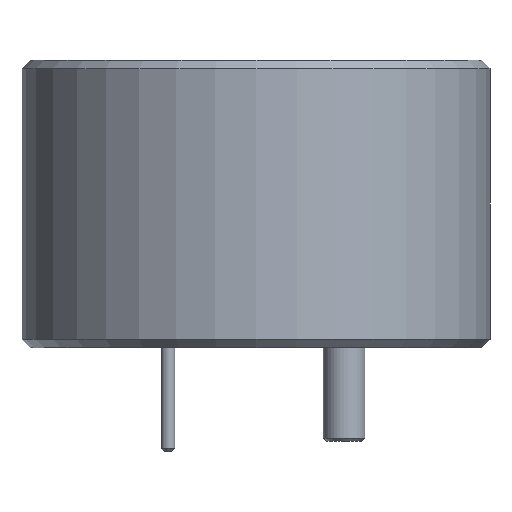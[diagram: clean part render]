
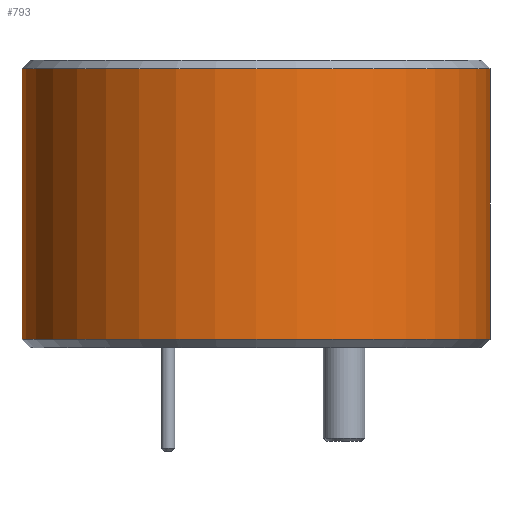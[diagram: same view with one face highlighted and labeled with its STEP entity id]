
A CAD part, front view. The second image highlights one B-rep face of the part: STEP entity #793.
In plain terms, the highlighted cylindrical face has radius 6.75 mm (diameter 13.5 mm), a full revolution.
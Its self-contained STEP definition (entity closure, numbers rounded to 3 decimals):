
#793 = ADVANCED_FACE('',(#794),#821,.T.);
#794 = FACE_BOUND('',#795,.T.);
#795 = EDGE_LOOP('',(#796,#806,#813,#814));
#796 = ORIENTED_EDGE('',*,*,#797,.T.);
#797 = EDGE_CURVE('',#798,#800,#802,.T.);
#798 = VERTEX_POINT('',#799);
#799 = CARTESIAN_POINT('',(6.75,0.,0.25));
#800 = VERTEX_POINT('',#801);
#801 = CARTESIAN_POINT('',(6.75,0.,8.05));
#802 = LINE('',#803,#804);
#803 = CARTESIAN_POINT('',(6.75,0.,0.));
#804 = VECTOR('',#805,1.);
#805 = DIRECTION('',(0.,0.,1.));
#806 = ORIENTED_EDGE('',*,*,#807,.F.);
#807 = EDGE_CURVE('',#800,#800,#808,.T.);
#808 = CIRCLE('',#809,6.75);
#809 = AXIS2_PLACEMENT_3D('',#810,#811,#812);
#810 = CARTESIAN_POINT('',(0.,0.,8.05));
#811 = DIRECTION('',(0.,0.,1.));
#812 = DIRECTION('',(1.,0.,0.));
#813 = ORIENTED_EDGE('',*,*,#797,.F.);
#814 = ORIENTED_EDGE('',*,*,#815,.T.);
#815 = EDGE_CURVE('',#798,#798,#816,.T.);
#816 = CIRCLE('',#817,6.75);
#817 = AXIS2_PLACEMENT_3D('',#818,#819,#820);
#818 = CARTESIAN_POINT('',(0.,0.,0.25));
#819 = DIRECTION('',(0.,0.,1.));
#820 = DIRECTION('',(1.,0.,0.));
#821 = CYLINDRICAL_SURFACE('',#822,6.75);
#822 = AXIS2_PLACEMENT_3D('',#823,#824,#825);
#823 = CARTESIAN_POINT('',(0.,0.,0.));
#824 = DIRECTION('',(0.,0.,1.));
#825 = DIRECTION('',(1.,0.,0.));
